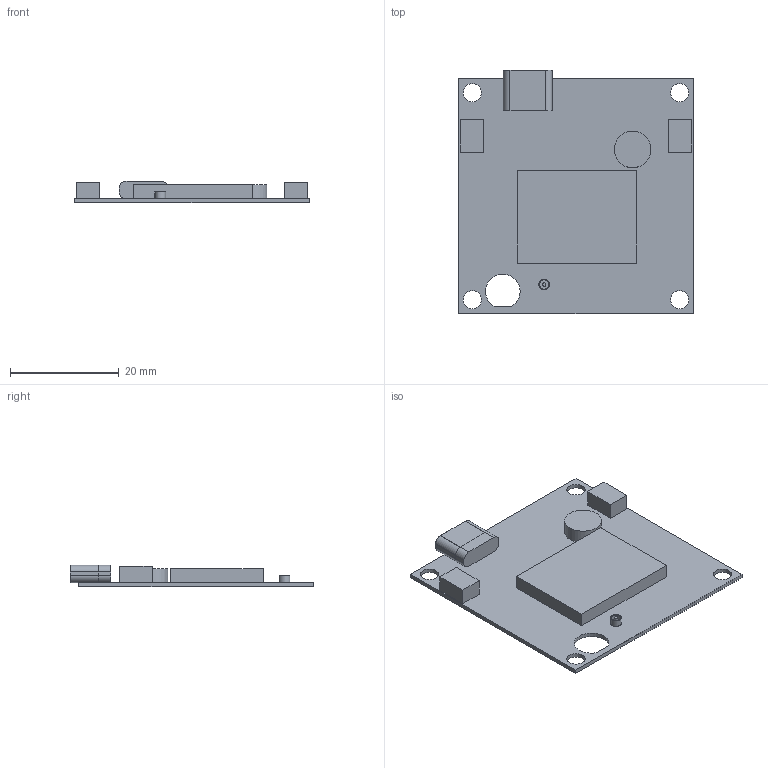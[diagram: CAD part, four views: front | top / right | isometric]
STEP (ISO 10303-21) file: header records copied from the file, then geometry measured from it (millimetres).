
FILE_DESCRIPTION(/* description */ (''),/* implementation_level */ '2;1');
FILE_NAME(/* name */ 'SparkFun GPS-RTK2 Board - ZED-F9P v1.step',/* time_stamp */ '2022-01-14T14:16:14-05:00',/* author */ (''),/* organization */ (''),/* preprocessor_version */ 'ST-DEVELOPER v18.1',/* originating_system */ 'Autodesk Translation Framework v10.10.0.1391',/* authorisation */ '');
FILE_SCHEMA (('AUTOMOTIVE_DESIGN { 1 0 10303 214 3 1 1 }'));
Length unit declared in the file: inch
Products named in the file (1): SparkFun GPS-RTK2 Board - ZED-F9P
Bounding box: 43.18 x 44.7 x 4.01 mm (x, y, z)
Volume: 2685.8 mm3; surface area: 4504.7 mm2
Topology: 1 solids, 1 shells, 59 faces, 142 edges, 94 vertices
Faces by surface type: plane 42, cylinder 17
Full cylindrical faces by diameter (mm): 0.642 x1, 1.713 x1, 1.981 x1, 3.353 x4, 6.756 x1
Entity records: 1836 total; most frequent: DIRECTION 296, CARTESIAN_POINT 296, ORIENTED_EDGE 284, EDGE_CURVE 142, LINE 108, VECTOR 108, VERTEX_POINT 94, AXIS2_PLACEMENT_3D 94
